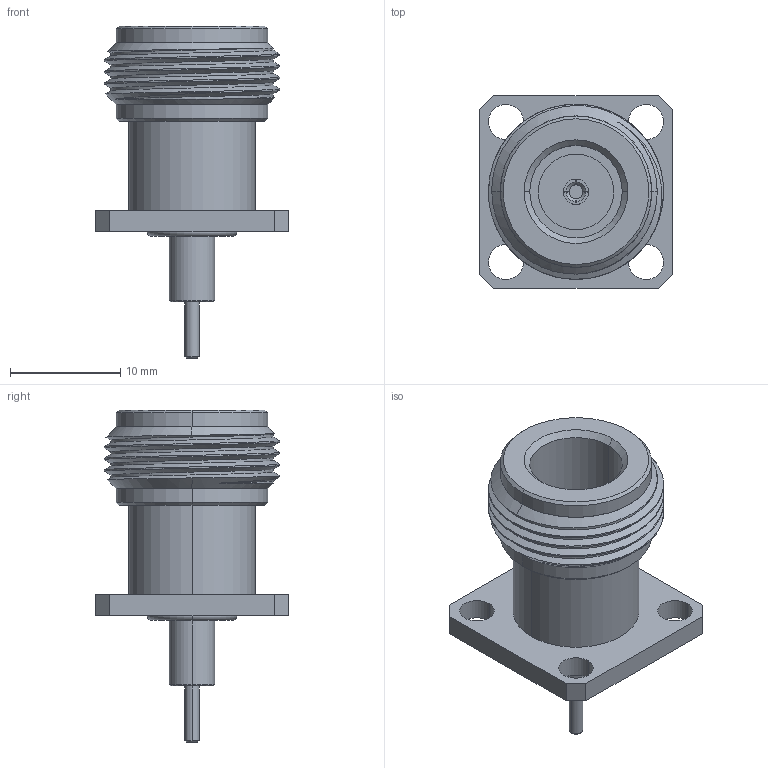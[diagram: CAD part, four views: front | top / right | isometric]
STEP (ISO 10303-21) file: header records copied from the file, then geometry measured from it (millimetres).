
FILE_DESCRIPTION (( 'STEP AP203' ), '1' );
FILE_NAME ('SC9233.step', '2018-08-02T22:20:54', ( '' ), ( '' ), 'SwSTEP 2.0', 'SolidWorks 2017', '' );
FILE_SCHEMA (( 'CONFIG_CONTROL_DESIGN' ));
Length unit declared in the file: inch
Products named in the file (1): SC9233
Bounding box: 17.46 x 17.46 x 30.1 mm (x, y, z)
Volume: 2304 mm3; surface area: 2199.8 mm2
Topology: 2 solids, 2 shells, 107 faces, 263 edges, 169 vertices
Faces by surface type: cylinder 48, plane 33, cone 19, torus 4, bspline 3
Entity records: 5208 total; most frequent: CARTESIAN_POINT 2675, ORIENTED_EDGE 526, DIRECTION 494, EDGE_CURVE 263, AXIS2_PLACEMENT_3D 198, VERTEX_POINT 169, EDGE_LOOP 126, FACE_OUTER_BOUND 107
